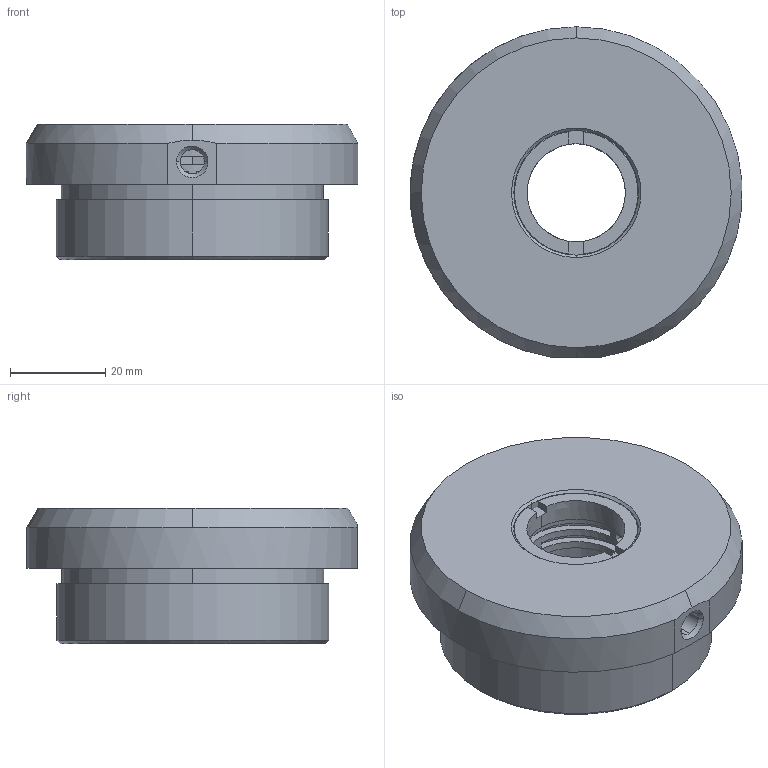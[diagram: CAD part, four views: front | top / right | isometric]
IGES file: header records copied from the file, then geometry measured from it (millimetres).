
Start section: SolidWorks IGES file using analytic representation for surfaces
Global section: file name: 36461.igs; native system: SolidWorks 2011; preprocessor: SolidWorks 2011; author: BillB; date: 111014.164607; units: inch
Bounding box: 69.75 x 69.47 x 28.57 mm (x, y, z)
Volume: 73604.3 mm3; surface area: 17664.5 mm2
Topology: 3 solids, 3 shells, 75 faces, 202 edges, 131 vertices
Faces by surface type: revolution 37, plane 34, bspline 4
